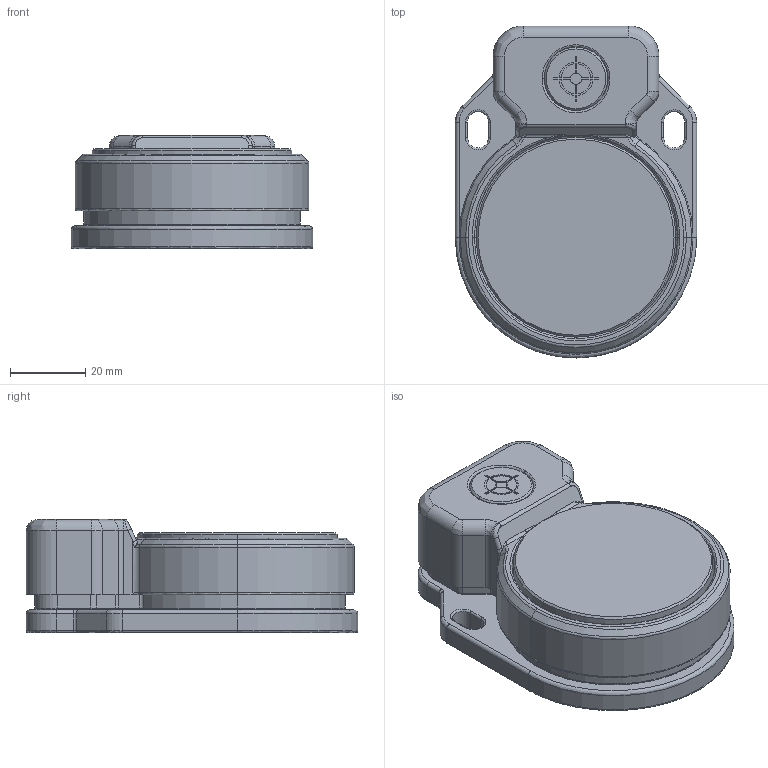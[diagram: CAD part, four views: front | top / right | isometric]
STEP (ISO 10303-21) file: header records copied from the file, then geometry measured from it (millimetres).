
FILE_DESCRIPTION (( 'STEP AP214' ), '1' );
FILE_NAME ('MGL-2M-M-465102.step', '2017-09-27T15:10:25', ( '' ), ( '' ), 'SwSTEP 2.0', 'SolidWorks 2017', '' );
FILE_SCHEMA (( 'AUTOMOTIVE_DESIGN' ));
Length unit declared in the file: inch
Products named in the file (1): MGL-2M-M-465102
Bounding box: 64 x 88 x 30 mm (x, y, z)
Volume: 82645.2 mm3; surface area: 50562.4 mm2
Topology: 7 solids, 7 shells, 768 faces, 1805 edges, 1064 vertices
Faces by surface type: cylinder 319, bspline 238, plane 158, cone 53
Entity records: 28774 total; most frequent: CARTESIAN_POINT 12144, ORIENTED_EDGE 3576, DIRECTION 3393, EDGE_CURVE 1788, AXIS2_PLACEMENT_3D 1345, VERTEX_POINT 1064, EDGE_LOOP 834, CIRCLE 814
